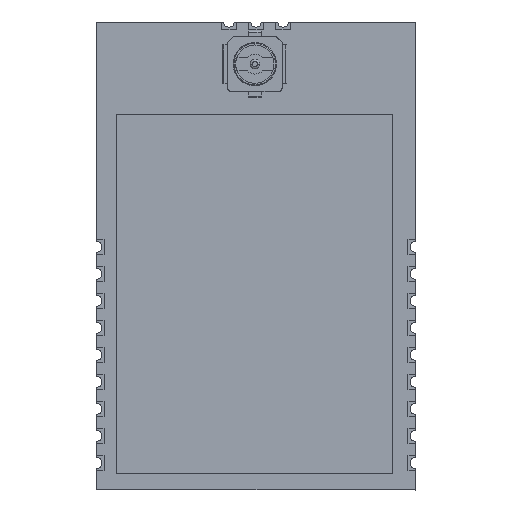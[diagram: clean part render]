
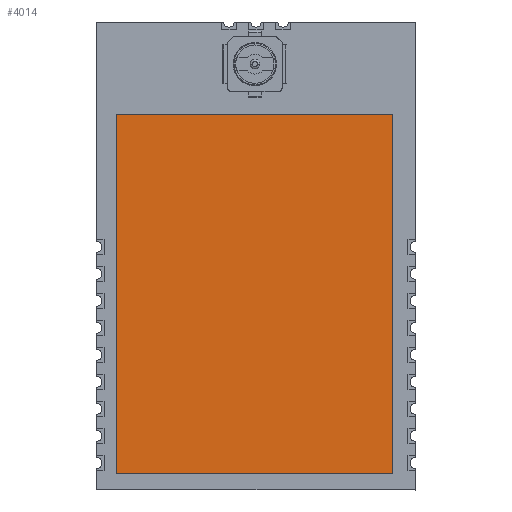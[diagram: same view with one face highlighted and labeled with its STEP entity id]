
A CAD part, top view. The second image highlights one B-rep face of the part: STEP entity #4014.
In plain terms, the highlighted planar face has unit normal (0, 0, 1).
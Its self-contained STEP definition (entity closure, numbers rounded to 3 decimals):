
#3887=DIRECTION('',(0.,-1.,0.));
#3888=VECTOR('',#3887,16.9);
#3889=CARTESIAN_POINT('',(-96.54,-10.34,2.213));
#3890=LINE('',#3889,#3888);
#3894=DIRECTION('',(-1.,0.,0.));
#3895=VECTOR('',#3894,12.98);
#3896=CARTESIAN_POINT('',(-83.56,-10.34,2.213));
#3897=LINE('',#3896,#3895);
#3901=DIRECTION('',(0.,1.,0.));
#3902=VECTOR('',#3901,16.9);
#3903=CARTESIAN_POINT('',(-83.56,-27.24,2.213));
#3904=LINE('',#3903,#3902);
#3908=DIRECTION('',(1.,0.,0.));
#3909=VECTOR('',#3908,12.98);
#3910=CARTESIAN_POINT('',(-96.54,-27.24,2.213));
#3911=LINE('',#3910,#3909);
#3923=CARTESIAN_POINT('',(-96.54,-10.34,2.213));
#3924=CARTESIAN_POINT('',(-96.54,-27.24,2.213));
#3925=VERTEX_POINT('',#3923);
#3926=VERTEX_POINT('',#3924);
#3927=CARTESIAN_POINT('',(-83.56,-27.24,2.213));
#3928=VERTEX_POINT('',#3927);
#3929=CARTESIAN_POINT('',(-83.56,-10.34,2.213));
#3930=VERTEX_POINT('',#3929);
#4003=CARTESIAN_POINT('',(0.,0.,2.213));
#4004=DIRECTION('',(0.,0.,1.));
#4005=DIRECTION('',(1.,0.,0.));
#4006=AXIS2_PLACEMENT_3D('',#4003,#4004,#4005);
#4007=PLANE('',#4006);
#4008=ORIENTED_EDGE('',*,*,#3955,.F.);
#4009=ORIENTED_EDGE('',*,*,#3970,.F.);
#4010=ORIENTED_EDGE('',*,*,#3984,.F.);
#4011=ORIENTED_EDGE('',*,*,#3997,.F.);
#4012=EDGE_LOOP('',(#4008,#4009,#4010,#4011));
#4013=FACE_OUTER_BOUND('',#4012,.F.);
#3955=EDGE_CURVE('',#3925,#3926,#3890,.T.);
#3970=EDGE_CURVE('',#3930,#3925,#3897,.T.);
#3984=EDGE_CURVE('',#3928,#3930,#3904,.T.);
#3997=EDGE_CURVE('',#3926,#3928,#3911,.T.);
#4014=ADVANCED_FACE('',(#4013),#4007,.T.);
